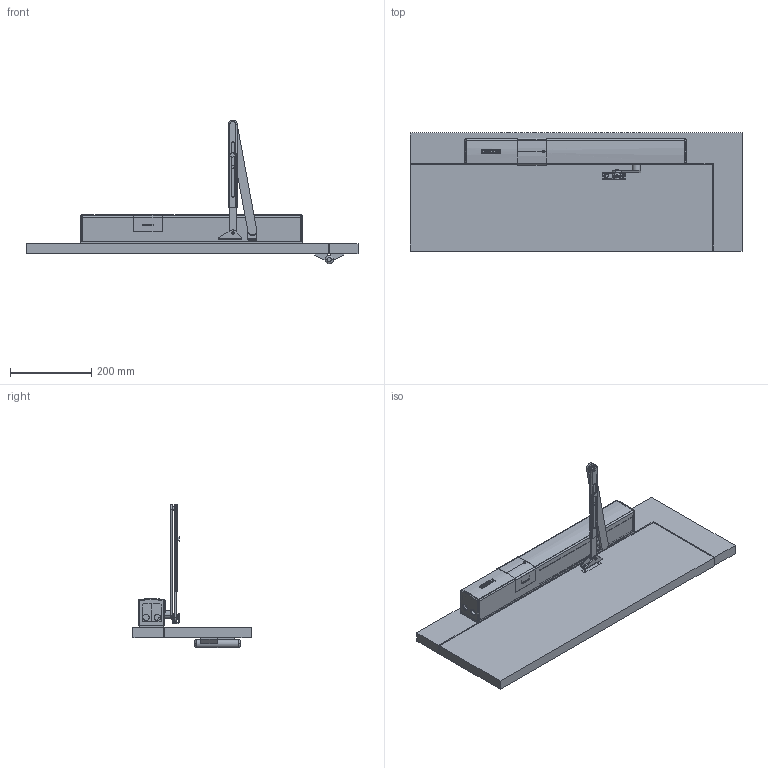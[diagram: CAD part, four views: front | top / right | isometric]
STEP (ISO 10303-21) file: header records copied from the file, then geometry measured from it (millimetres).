
FILE_DESCRIPTION(('OneSpaceDesigner STEP Export'),'2;1');
FILE_NAME('TS4000_R_Bandgegenseite_Kopfmontage_20513-K-001_O_Montageplatte.stp','2010-07-15T16:31:39',(''),(''),'OneSpace Designer STEP processor for AP214 (Solid Model)','OneSpace Modeling 15.50B 03-Nov-2007 (C) CoCreate Software GmbH','');
FILE_SCHEMA(('AUTOMOTIVE_DESIGN { 1 0 10303 214 1 1 1 1 }'));
Length unit declared in the file: millimetre
Products named in the file (22): 91420A330; Fluegel; Rahmen; TS_5000_Hinge; Hinge; K_Einbau_TS5000; 20513-2-0234.1; 20513-2-0308.1; 20513-6-0856.1; 20513-6-0850.1; 20513-6-0858.1; 20513-6-0857.1; 20510-2-2036_EZ1.1; 20512-2-0488.1; 20510-2-0634_AE15.1; Hebel.1; 20510-2-2197_AE02.1; 20510-2-0633_AE09.1; TS4000E; TS_4000_R_Kopfmontage_BG; MONTAGEPLATTE_TS4000R_TS5000RFS; TS4000_R_20513-K-001
Assembly tree (24 placements, depth 4):
  TS4000_R_20513-K-001
    MONTAGEPLATTE_TS4000R_TS5000RFS
    91420A330  x4
    TS_4000_R_Kopfmontage_BG
      TS4000E
        20510-2-0633_AE09.1
        20510-2-2197_AE02.1
        Hebel.1
        20510-2-0634_AE15.1
        20512-2-0488.1
        20510-2-2036_EZ1.1
      20513-6-0857.1
      20513-6-0858.1
      20513-6-0850.1
      20513-6-0856.1
      20513-2-0308.1
      20513-2-0234.1
    K_Einbau_TS5000
      Hinge
        TS_5000_Hinge
      Rahmen
      Fluegel
Bounding box: 819.5 x 291.4 x 353.91 mm (x, y, z)
Volume: 7430999.7 mm3; surface area: 1150566.4 mm2
Topology: 20 solids, 21 shells, 3329 faces, 9034 edges, 5817 vertices
Faces by surface type: plane 1333, cylinder 1082, cone 650, extrusion 189, torus 52, bspline 23
Entity records: 105271 total; most frequent: CARTESIAN_POINT 42395, ORIENTED_EDGE 14282, DIRECTION 10645, EDGE_CURVE 7141, VERTEX_POINT 4674, VECTOR 4515, LINE 4326, AXIS2_PLACEMENT_3D 3065
